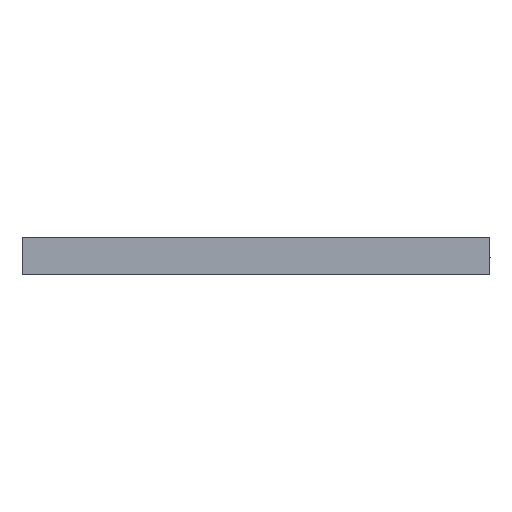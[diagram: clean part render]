
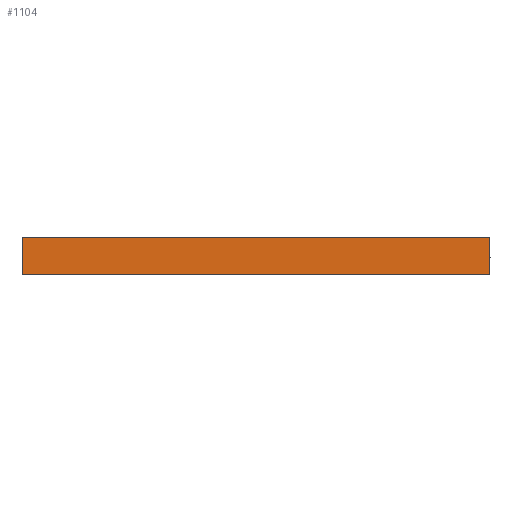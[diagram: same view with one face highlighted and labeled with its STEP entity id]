
A CAD part, front view. The second image highlights one B-rep face of the part: STEP entity #1104.
In plain terms, the highlighted planar face has unit normal (0, -1, 0).
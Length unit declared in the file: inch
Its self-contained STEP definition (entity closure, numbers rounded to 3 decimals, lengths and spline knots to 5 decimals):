
#126=PLANE('',#1177);
#152=FACE_OUTER_BOUND('',#210,.T.);
#210=EDGE_LOOP('',(#774,#775,#776,#777));
#288=LINE('',#1563,#389);
#289=LINE('',#1565,#390);
#290=LINE('',#1567,#391);
#291=LINE('',#1568,#392);
#389=VECTOR('',#1274,0.3937);
#390=VECTOR('',#1275,0.3937);
#391=VECTOR('',#1276,0.3937);
#392=VECTOR('',#1277,0.3937);
#497=VERTEX_POINT('',#1561);
#498=VERTEX_POINT('',#1562);
#499=VERTEX_POINT('',#1564);
#500=VERTEX_POINT('',#1566);
#608=EDGE_CURVE('',#497,#498,#288,.T.);
#609=EDGE_CURVE('',#499,#497,#289,.T.);
#610=EDGE_CURVE('',#500,#499,#290,.T.);
#611=EDGE_CURVE('',#498,#500,#291,.T.);
#774=ORIENTED_EDGE('',*,*,#608,.F.);
#775=ORIENTED_EDGE('',*,*,#609,.F.);
#776=ORIENTED_EDGE('',*,*,#610,.F.);
#777=ORIENTED_EDGE('',*,*,#611,.F.);
#1104=ADVANCED_FACE('',(#152),#126,.T.);
#1177=AXIS2_PLACEMENT_3D('',#1560,#1272,#1273);
#1272=DIRECTION('center_axis',(0.,-1.,0.));
#1273=DIRECTION('ref_axis',(1.,0.,0.));
#1274=DIRECTION('',(0.,0.,-1.));
#1275=DIRECTION('',(1.,0.,0.));
#1276=DIRECTION('',(0.,0.,1.));
#1277=DIRECTION('',(-1.,0.,0.));
#1560=CARTESIAN_POINT('Origin',(2.75855,-4.99404,0.));
#1561=CARTESIAN_POINT('',(11.75846,-4.99404,0.7265));
#1562=CARTESIAN_POINT('',(11.75846,-4.99404,0.));
#1563=CARTESIAN_POINT('',(11.75846,-4.99404,0.18162));
#1564=CARTESIAN_POINT('',(2.75855,-4.99404,0.7265));
#1565=CARTESIAN_POINT('',(11.75856,-4.99404,0.7265));
#1566=CARTESIAN_POINT('',(2.75855,-4.99404,0.));
#1567=CARTESIAN_POINT('',(2.75855,-4.99404,0.));
#1568=CARTESIAN_POINT('',(11.75856,-4.99404,0.));
